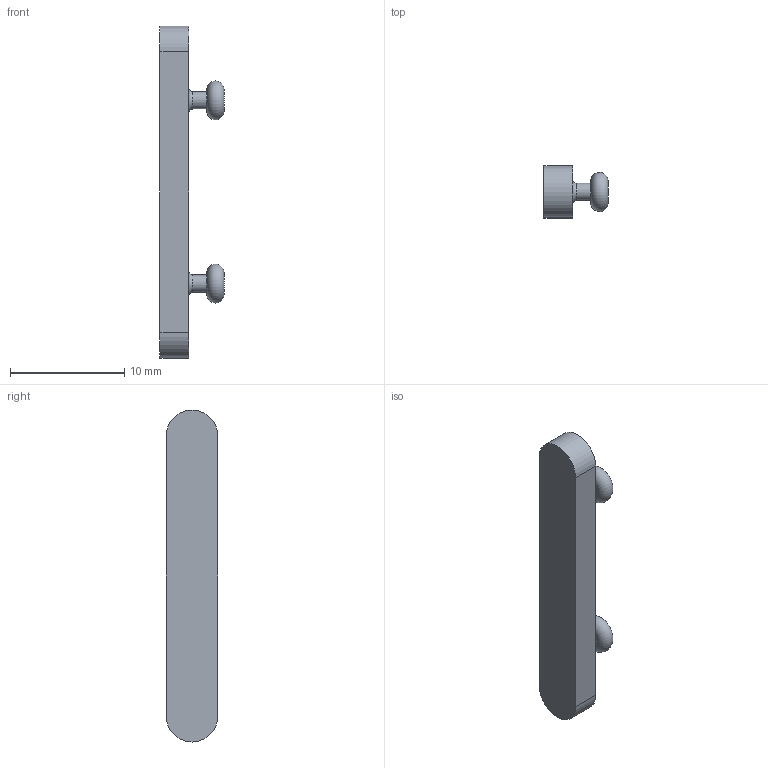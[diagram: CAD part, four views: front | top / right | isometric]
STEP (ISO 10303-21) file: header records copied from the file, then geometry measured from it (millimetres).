
FILE_DESCRIPTION(/* description */ ('STEP AP214'),/* implementation_level */ '2;1');
FILE_NAME(/* name */ '13783_EV-15_40-DP',/* time_stamp */ '2024-08-23T08:32:56+02:00',/* author */ ('License CC BY-ND 4.0'),/* organization */ ('CADENAS'),/* preprocessor_version */ 'ST-DEVELOPER v19.3',/* originating_system */ 'PARTsolutions',/* authorisation */ ' ');
FILE_SCHEMA (('AUTOMOTIVE_DESIGN {1 0 10303 214 3 1 1}'));
Length unit declared in the file: millimetre
Products named in the file (1): 13783 EV-15/40-DP---(DP)
Bounding box: 5.6 x 4.5 x 29 mm (x, y, z)
Volume: 343.9 mm3; surface area: 470.4 mm2
Topology: 1 solids, 1 shells, 16 faces, 28 edges, 18 vertices
Faces by surface type: plane 8, cylinder 4, torus 4
Full cylindrical faces by diameter (mm): 1.5 x2
Entity records: 390 total; most frequent: DIRECTION 70, CARTESIAN_POINT 57, ORIENTED_EDGE 44, AXIS2_PLACEMENT_3D 31, EDGE_LOOP 26, FACE_BOUND 26, EDGE_CURVE 22, VERTEX_POINT 18
